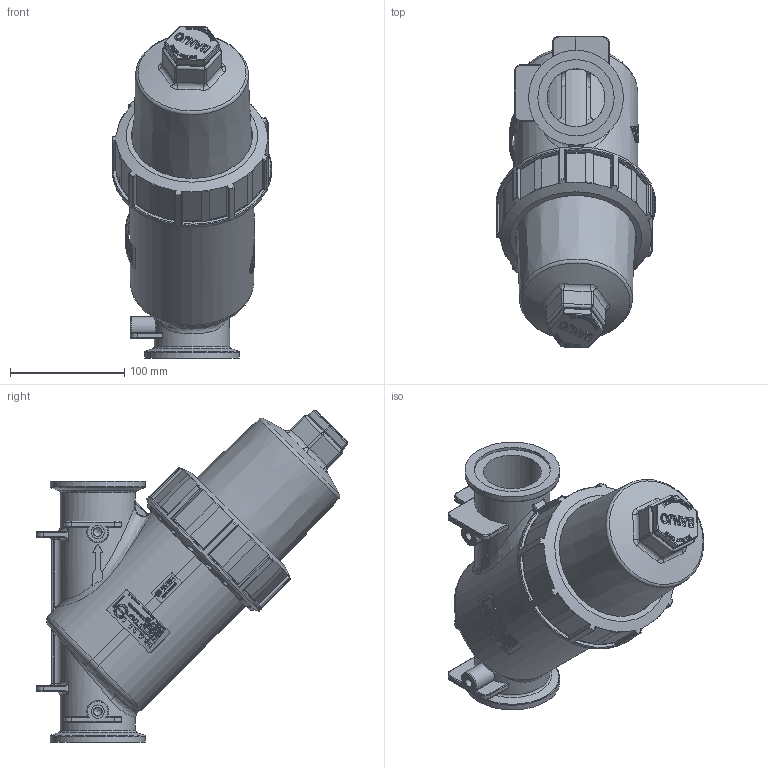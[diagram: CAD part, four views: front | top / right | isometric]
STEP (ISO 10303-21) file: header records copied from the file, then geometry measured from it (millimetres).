
FILE_DESCRIPTION(/* description */ ('2" FP MANIFOLD LINE STRAINER W/ THD INSERTS - 80 MESH'),/* implementation_level */ '2;1');
FILE_NAME(/* name */ 'MLS222i-80.stp',/* time_stamp */ '2022-07-20T10:03:45-04:00',/* author */ ('ALR'),/* organization */ (''),/* preprocessor_version */ 'ST-DEVELOPER v18.1',/* originating_system */ 'Autodesk Inventor 2022',/* authorisation */ '');
FILE_SCHEMA (('AUTOMOTIVE_DESIGN { 1 0 10303 214 3 1 1 }'));
Length unit declared in the file: inch
Products named in the file (13): MLS222i-80; MLS222BI; MLS222B; V25022H; MLS220C1; MLS220C1X; LSQ200-PL; LSQ200-R; MLS220G1; MLS220R1; LST280SS; LS10080D; LST225D
Assembly tree (13 placements, depth 3):
  MLS222i-80
    MLS222BI
      MLS222B
      V25022H  x2
    MLS220C1
      MLS220C1X
      LSQ200-PL
      LSQ200-R
      MLS220G1
    MLS220R1
    LST280SS
    LS10080D
    LST225D
Bounding box: 139.95 x 273.31 x 290.84 mm (x, y, z)
Volume: 1484928.8 mm3; surface area: 483275.5 mm2
Topology: 11 solids, 11 shells, 3961 faces, 10678 edges, 7001 vertices
Faces by surface type: plane 1739, bspline 1426, cylinder 570, torus 119, cone 67, sphere 40
Full cylindrical faces by diameter (mm): 7.493 x2, 7.798 x2, 11.557 x4, 19.05 x1, 25.4 x1, 29.867 x9, 33.401 x1, 50.8 x2, 66.04 x2, 66.802 x2, 74.612 x1, 79.451 x1, 80.975 x2, 83.058 x2, 89.662 x1, 99.187 x1, 104.14 x2, 104.902 x1, 106.045 x1, 107.073 x1, 113.03 x1, 114.3 x1, 139.954 x1
Entity records: 271385 total; most frequent: CARTESIAN_POINT 181066, ORIENTED_EDGE 21174, DIRECTION 13458, EDGE_CURVE 10587, VERTEX_POINT 6958, LINE 4646, VECTOR 4646, AXIS2_PLACEMENT_3D 4406
